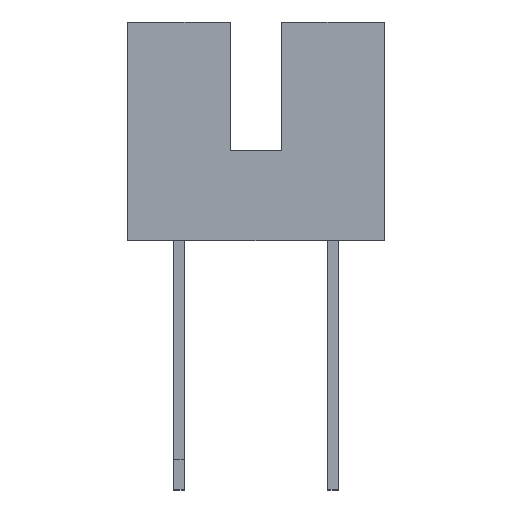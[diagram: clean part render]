
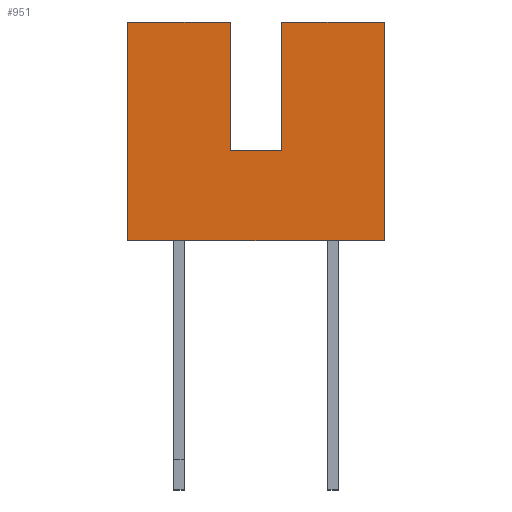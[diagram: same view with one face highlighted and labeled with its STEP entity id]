
A CAD part, top view. The second image highlights one B-rep face of the part: STEP entity #951.
In plain terms, the highlighted planar face has unit normal (0, 0, 1).
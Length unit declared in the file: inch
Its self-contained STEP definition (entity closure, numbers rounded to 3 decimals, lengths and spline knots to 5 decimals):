
#19 = CARTESIAN_POINT ( 'NONE',  ( 0.25, 0., 0.125 ) ) ;
#91 = CARTESIAN_POINT ( 'NONE',  ( 0.25, 0.425, 0.125 ) ) ;
#198 = VERTEX_POINT ( 'NONE', #2954 ) ;
#327 = CARTESIAN_POINT ( 'NONE',  ( 0., 0., 0.125 ) ) ;
#352 = ORIENTED_EDGE ( 'NONE', *, *, #627, .T. ) ;
#408 = CARTESIAN_POINT ( 'NONE',  ( -0.25, 0., 0.125 ) ) ;
#409 = VECTOR ( 'NONE', #1450, 39.37008 ) ;
#415 = VECTOR ( 'NONE', #931, 39.37008 ) ;
#438 = VERTEX_POINT ( 'NONE', #2711 ) ;
#624 = ORIENTED_EDGE ( 'NONE', *, *, #3436, .T. ) ;
#626 = VERTEX_POINT ( 'NONE', #91 ) ;
#627 = EDGE_CURVE ( 'NONE', #3684, #2013, #760, .T. ) ;
#654 = AXIS2_PLACEMENT_3D ( 'NONE', #327, #3021, #1492 ) ;
#669 = DIRECTION ( 'NONE',  ( 1., 0., 0. ) ) ;
#760 = LINE ( 'NONE', #408, #1954 ) ;
#931 = DIRECTION ( 'NONE',  ( -1., 0., 0. ) ) ;
#941 = LINE ( 'NONE', #1793, #415 ) ;
#951 = ADVANCED_FACE ( 'NONE', ( #2675 ), #1834, .T. ) ;
#978 = VERTEX_POINT ( 'NONE', #1578 ) ;
#990 = CARTESIAN_POINT ( 'NONE',  ( -0.25, 0.425, 0.125 ) ) ;
#1088 = VERTEX_POINT ( 'NONE', #990 ) ;
#1096 = LINE ( 'NONE', #1928, #1799 ) ;
#1297 = DIRECTION ( 'NONE',  ( 0., -1., 0. ) ) ;
#1300 = ORIENTED_EDGE ( 'NONE', *, *, #1735, .T. ) ;
#1369 = CARTESIAN_POINT ( 'NONE',  ( 0.25, 0.425, 0.125 ) ) ;
#1434 = EDGE_LOOP ( 'NONE', ( #2649, #352, #3025, #3071, #1300, #624, #2215, #2873 ) ) ;
#1443 = DIRECTION ( 'NONE',  ( 0., 1., 0. ) ) ;
#1450 = DIRECTION ( 'NONE',  ( 0., -1., 0. ) ) ;
#1492 = DIRECTION ( 'NONE',  ( 1., 0., 0. ) ) ;
#1578 = CARTESIAN_POINT ( 'NONE',  ( 0.05, 0.425, 0.125 ) ) ;
#1711 = DIRECTION ( 'NONE',  ( -1., 0., 0. ) ) ;
#1735 = EDGE_CURVE ( 'NONE', #978, #438, #1096, .T. ) ;
#1748 = VECTOR ( 'NONE', #1443, 39.37008 ) ;
#1760 = EDGE_CURVE ( 'NONE', #3030, #1088, #2604, .T. ) ;
#1793 = CARTESIAN_POINT ( 'NONE',  ( 0.05, 0.175, 0.125 ) ) ;
#1799 = VECTOR ( 'NONE', #1297, 39.37008 ) ;
#1834 = PLANE ( 'NONE',  #654 ) ;
#1895 = CARTESIAN_POINT ( 'NONE',  ( -0.05, 0.425, 0.125 ) ) ;
#1928 = CARTESIAN_POINT ( 'NONE',  ( 0.05, 0.425, 0.125 ) ) ;
#1954 = VECTOR ( 'NONE', #669, 39.37008 ) ;
#2013 = VERTEX_POINT ( 'NONE', #19 ) ;
#2062 = EDGE_CURVE ( 'NONE', #2013, #626, #3057, .T. ) ;
#2215 = ORIENTED_EDGE ( 'NONE', *, *, #3061, .T. ) ;
#2370 = VECTOR ( 'NONE', #1711, 39.37008 ) ;
#2476 = VECTOR ( 'NONE', #2493, 39.37008 ) ;
#2493 = DIRECTION ( 'NONE',  ( 0., 1., 0. ) ) ;
#2591 = EDGE_CURVE ( 'NONE', #626, #978, #3274, .T. ) ;
#2604 = LINE ( 'NONE', #1895, #2819 ) ;
#2623 = LINE ( 'NONE', #2669, #409 ) ;
#2649 = ORIENTED_EDGE ( 'NONE', *, *, #3304, .T. ) ;
#2669 = CARTESIAN_POINT ( 'NONE',  ( -0.25, 0.425, 0.125 ) ) ;
#2675 = FACE_OUTER_BOUND ( 'NONE', #1434, .T. ) ;
#2711 = CARTESIAN_POINT ( 'NONE',  ( 0.05, 0.175, 0.125 ) ) ;
#2746 = LINE ( 'NONE', #2772, #2476 ) ;
#2772 = CARTESIAN_POINT ( 'NONE',  ( -0.05, 0.175, 0.125 ) ) ;
#2819 = VECTOR ( 'NONE', #2875, 39.37008 ) ;
#2869 = CARTESIAN_POINT ( 'NONE',  ( -0.25, 0., 0.125 ) ) ;
#2873 = ORIENTED_EDGE ( 'NONE', *, *, #1760, .T. ) ;
#2875 = DIRECTION ( 'NONE',  ( -1., 0., 0. ) ) ;
#2954 = CARTESIAN_POINT ( 'NONE',  ( -0.05, 0.175, 0.125 ) ) ;
#3018 = CARTESIAN_POINT ( 'NONE',  ( -0.05, 0.425, 0.125 ) ) ;
#3021 = DIRECTION ( 'NONE',  ( 0., 0., 1. ) ) ;
#3025 = ORIENTED_EDGE ( 'NONE', *, *, #2062, .T. ) ;
#3030 = VERTEX_POINT ( 'NONE', #3018 ) ;
#3057 = LINE ( 'NONE', #3867, #1748 ) ;
#3061 = EDGE_CURVE ( 'NONE', #198, #3030, #2746, .T. ) ;
#3071 = ORIENTED_EDGE ( 'NONE', *, *, #2591, .T. ) ;
#3274 = LINE ( 'NONE', #1369, #2370 ) ;
#3304 = EDGE_CURVE ( 'NONE', #1088, #3684, #2623, .T. ) ;
#3436 = EDGE_CURVE ( 'NONE', #438, #198, #941, .T. ) ;
#3684 = VERTEX_POINT ( 'NONE', #2869 ) ;
#3867 = CARTESIAN_POINT ( 'NONE',  ( 0.25, 0., 0.125 ) ) ;
